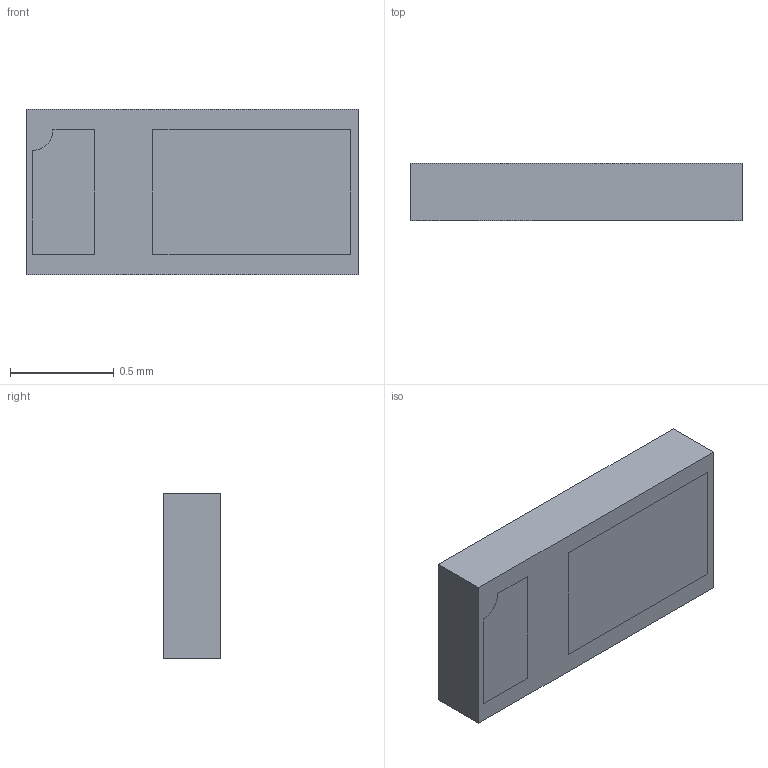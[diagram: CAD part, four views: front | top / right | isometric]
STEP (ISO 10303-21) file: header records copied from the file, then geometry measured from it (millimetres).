
FILE_DESCRIPTION(/* description */ ('Unknown'),/* implementation_level */ '2;1');
FILE_NAME(/* name */ 'X3-WLB1608-2',/* time_stamp */ '2023-10-23T09:06:11+08:00',/* author */ ('Unknown'),/* organization */ ('Unknown'),/* preprocessor_version */ 'ST-DEVELOPER v18.102',/* originating_system */ 'Solid Edge',/* authorisation */ 'Unknown');
FILE_SCHEMA (('AUTOMOTIVE_DESIGN {1 0 10303 214 3 1 1}'));
Length unit declared in the file: millimetre
Products named in the file (3): X3-WLB1608-2; Compound; LDF
Assembly tree (2 placements, depth 2):
  X3-WLB1608-2
    Compound
    LDF
Bounding box: 1.6 x 0.28 x 0.8 mm (x, y, z)
Volume: 0.4 mm3; surface area: 5.6 mm2
Topology: 3 solids, 3 shells, 30 faces, 66 edges, 44 vertices
Faces by surface type: plane 28, cylinder 2
Entity records: 895 total; most frequent: CARTESIAN_POINT 143, DIRECTION 136, ORIENTED_EDGE 132, EDGE_CURVE 66, LINE 62, VECTOR 62, VERTEX_POINT 44, AXIS2_PLACEMENT_3D 37
